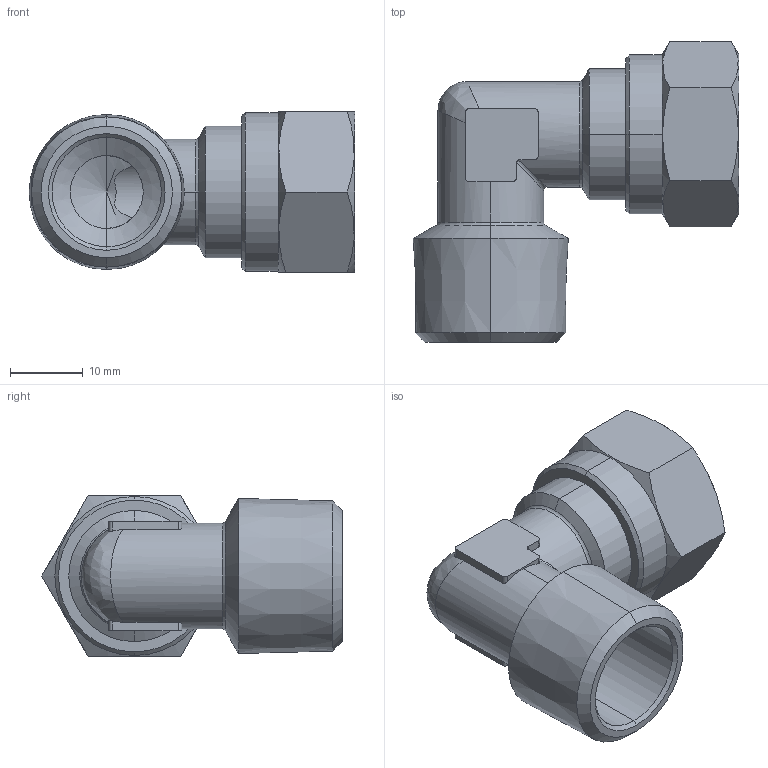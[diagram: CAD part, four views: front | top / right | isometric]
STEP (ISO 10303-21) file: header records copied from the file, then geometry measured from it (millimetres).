
FILE_DESCRIPTION (( 'STEP AP203' ), '1' );
FILE_NAME ('03060064.STEP', '2011-10-31T10:45:23', ( '' ), ( 'sopra-pneumatic' ), 'SwSTEP 2.0', 'SolidWorks 2011', '' );
FILE_SCHEMA (( 'CONFIG_CONTROL_DESIGN' ));
Length unit declared in the file: millimetre
Products named in the file (1): 03060064
Bounding box: 44.64 x 41.2 x 22 mm (x, y, z)
Volume: 10477.4 mm3; surface area: 6695.8 mm2
Topology: 1 solids, 1 shells, 82 faces, 207 edges, 127 vertices
Faces by surface type: cylinder 30, plane 24, cone 22, torus 4, bspline 2
Entity records: 2868 total; most frequent: CARTESIAN_POINT 885, ORIENTED_EDGE 410, DIRECTION 390, EDGE_CURVE 205, AXIS2_PLACEMENT_3D 150, VERTEX_POINT 127, VECTOR 90, LINE 90
